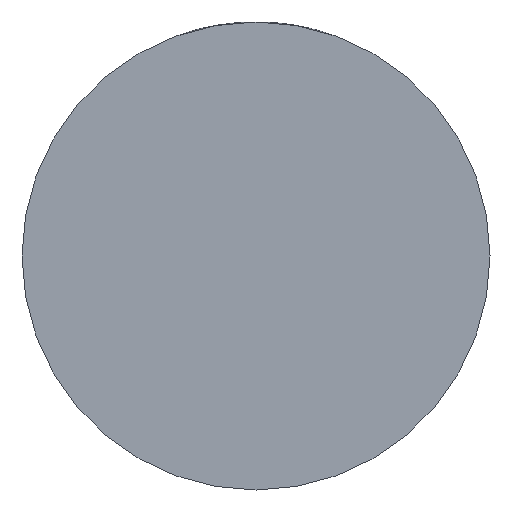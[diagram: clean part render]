
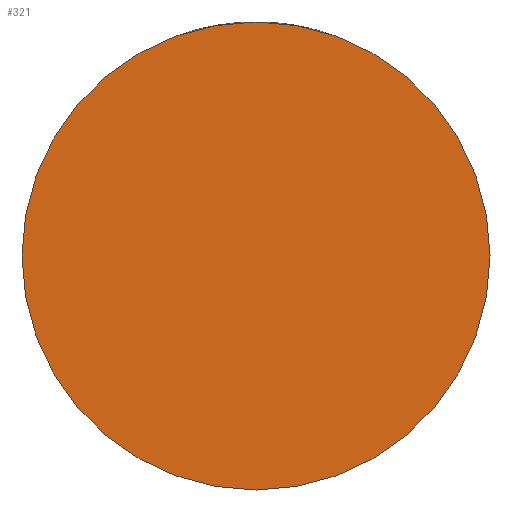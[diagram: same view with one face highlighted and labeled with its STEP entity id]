
A CAD part, front view. The second image highlights one B-rep face of the part: STEP entity #321.
In plain terms, the highlighted planar face has unit normal (0, -1, 0).
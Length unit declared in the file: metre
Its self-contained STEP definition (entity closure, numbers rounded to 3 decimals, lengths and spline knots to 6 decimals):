
#11 = DIRECTION ( 'NONE',  ( 0., 1., 0. ) ) ;
#17 = DIRECTION ( 'NONE',  ( 0., 0., 1. ) ) ;
#21 = VERTEX_POINT ( 'NONE', #132 ) ;
#53 = VERTEX_POINT ( 'NONE', #435 ) ;
#56 = DIRECTION ( 'NONE',  ( 0., 1., 0. ) ) ;
#68 = AXIS2_PLACEMENT_3D ( 'NONE', #229, #56, #95 ) ;
#95 = DIRECTION ( 'NONE',  ( 0., 0., 1. ) ) ;
#117 = CARTESIAN_POINT ( 'NONE',  ( 0., 0., 0. ) ) ;
#124 = AXIS2_PLACEMENT_3D ( 'NONE', #117, #11, #356 ) ;
#132 = CARTESIAN_POINT ( 'NONE',  ( 0., 0., -0.075 ) ) ;
#154 = PLANE ( 'NONE',  #124 ) ;
#207 = CIRCLE ( 'NONE', #68, 0.075 ) ;
#218 = FACE_OUTER_BOUND ( 'NONE', #254, .T. ) ;
#228 = DIRECTION ( 'NONE',  ( 0., 1., 0. ) ) ;
#229 = CARTESIAN_POINT ( 'NONE',  ( 0., 0., 0. ) ) ;
#254 = EDGE_LOOP ( 'NONE', ( #340, #304 ) ) ;
#262 = CARTESIAN_POINT ( 'NONE',  ( 0., 0., 0. ) ) ;
#304 = ORIENTED_EDGE ( 'NONE', *, *, #412, .F. ) ;
#313 = AXIS2_PLACEMENT_3D ( 'NONE', #262, #228, #17 ) ;
#321 = ADVANCED_FACE ( 'NONE', ( #218 ), #154, .F. ) ;
#340 = ORIENTED_EDGE ( 'NONE', *, *, #442, .F. ) ;
#356 = DIRECTION ( 'NONE',  ( 0., 0., 1. ) ) ;
#358 = CIRCLE ( 'NONE', #313, 0.075 ) ;
#412 = EDGE_CURVE ( 'NONE', #53, #21, #207, .T. ) ;
#435 = CARTESIAN_POINT ( 'NONE',  ( 0., 0., 0.075 ) ) ;
#442 = EDGE_CURVE ( 'NONE', #21, #53, #358, .T. ) ;
